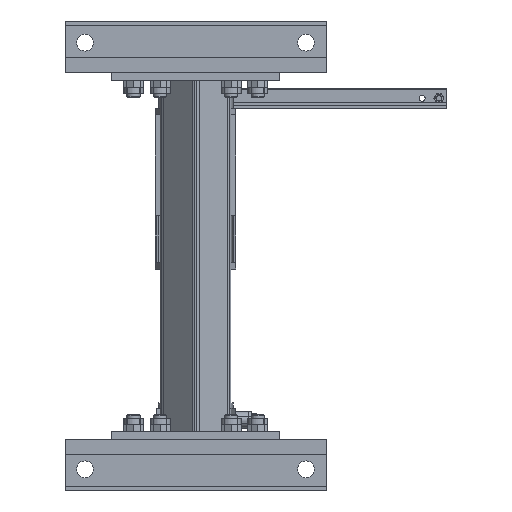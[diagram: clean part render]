
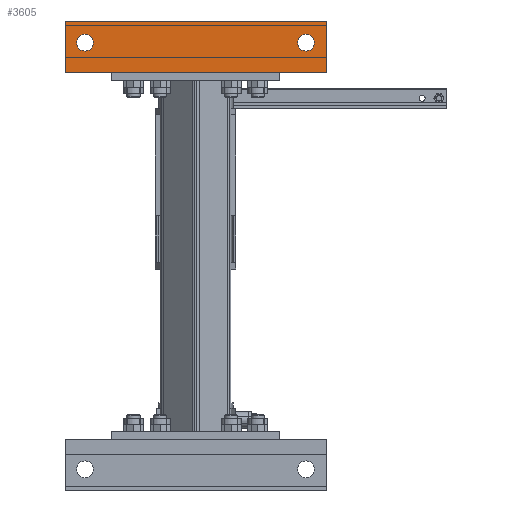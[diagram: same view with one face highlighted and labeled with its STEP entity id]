
A CAD part, left-side view. The second image highlights one B-rep face of the part: STEP entity #3605.
In plain terms, the highlighted face is planar.
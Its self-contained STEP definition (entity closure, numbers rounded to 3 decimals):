
#3605=ADVANCED_FACE('',(#6526,#6527,#6528),#6529,.T.);
#6526=FACE_BOUND('',#9337,.T.);
#6527=FACE_BOUND('',#9338,.T.);
#6528=FACE_OUTER_BOUND('',#9339,.T.);
#6529=PLANE('',#9340);
#9337=EDGE_LOOP('',(#14552));
#9338=EDGE_LOOP('',(#14553));
#9339=EDGE_LOOP('',(#14554,#14555,#14556,#14557));
#9340=AXIS2_PLACEMENT_3D('',#14558,#14559,#14560);
#14552=ORIENTED_EDGE('',*,*,#15825,.T.);
#14553=ORIENTED_EDGE('',*,*,#17701,.T.);
#14554=ORIENTED_EDGE('',*,*,#16876,.T.);
#14555=ORIENTED_EDGE('',*,*,#16567,.F.);
#14556=ORIENTED_EDGE('',*,*,#16389,.T.);
#14557=ORIENTED_EDGE('',*,*,#16556,.T.);
#14558=CARTESIAN_POINT('',(37.5,0.,0.));
#14559=DIRECTION('',(0.,-1.,0.));
#14560=DIRECTION('',(1.,0.,0.));
#15825=EDGE_CURVE('',#18113,#18113,#18114,.T.);
#16389=EDGE_CURVE('',#19056,#19067,#19069,.T.);
#16556=EDGE_CURVE('',#19067,#19334,#19336,.T.);
#16567=EDGE_CURVE('',#19056,#19351,#19355,.T.);
#16876=EDGE_CURVE('',#19334,#19351,#19815,.T.);
#17701=EDGE_CURVE('',#20860,#20860,#20861,.T.);
#18113=VERTEX_POINT('',#21666);
#18114=CIRCLE('',#21667,12.5);
#19056=VERTEX_POINT('',#23973);
#19067=VERTEX_POINT('',#23988);
#19069=LINE('',#23991,#23992);
#19334=VERTEX_POINT('',#24747);
#19336=LINE('',#24750,#24751);
#19351=VERTEX_POINT('',#24766);
#19355=LINE('',#24772,#24773);
#19815=LINE('',#26015,#26016);
#20860=VERTEX_POINT('',#28610);
#20861=CIRCLE('',#28611,12.5);
#21666=CARTESIAN_POINT('',(56.5,0.,30.));
#21667=AXIS2_PLACEMENT_3D('',#29070,#29071,#29072);
#23973=CARTESIAN_POINT('',(0.,0.,0.));
#23988=CARTESIAN_POINT('',(75.,0.,0.));
#23991=CARTESIAN_POINT('',(0.,0.,0.));
#23992=VECTOR('',#29709,1.);
#24747=CARTESIAN_POINT('',(75.,0.,390.));
#24750=CARTESIAN_POINT('',(75.,0.,0.));
#24751=VECTOR('',#29850,1.);
#24766=CARTESIAN_POINT('',(0.,0.,390.));
#24772=CARTESIAN_POINT('',(0.,0.,0.));
#24773=VECTOR('',#29871,1.);
#26015=CARTESIAN_POINT('',(0.,0.,390.));
#26016=VECTOR('',#30153,1.);
#28610=CARTESIAN_POINT('',(56.5,0.,360.));
#28611=AXIS2_PLACEMENT_3D('',#30895,#30896,#30897);
#29070=CARTESIAN_POINT('',(44.,0.,30.));
#29071=DIRECTION('',(0.,1.,0.));
#29072=DIRECTION('',(1.,0.,0.));
#29709=DIRECTION('',(1.,0.,0.));
#29850=DIRECTION('',(0.,0.,1.));
#29871=DIRECTION('',(0.,0.,1.));
#30153=DIRECTION('',(-1.,0.,0.));
#30895=CARTESIAN_POINT('',(44.,0.,360.));
#30896=DIRECTION('',(0.,1.,0.));
#30897=DIRECTION('',(1.,0.,0.));
